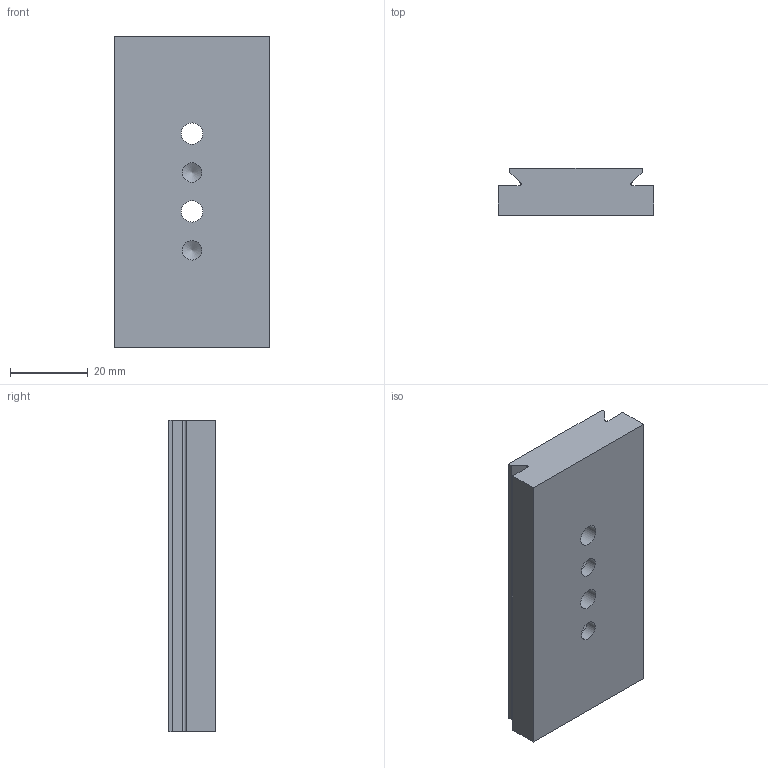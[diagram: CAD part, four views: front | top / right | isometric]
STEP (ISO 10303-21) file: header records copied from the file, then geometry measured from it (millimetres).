
FILE_DESCRIPTION(/* description */ ('STEP AP214'),/* implementation_level */ '2;1');
FILE_NAME(/* name */ '163201_HAPB-2',/* time_stamp */ '2024-08-28T23:43:16+02:00',/* author */ ('License CC BY-ND 4.0'),/* organization */ ('CADENAS'),/* preprocessor_version */ 'ST-DEVELOPER v19.3',/* originating_system */ 'PARTsolutions',/* authorisation */ ' ');
FILE_SCHEMA (('AUTOMOTIVE_DESIGN {1 0 10303 214 3 1 1}'));
Length unit declared in the file: millimetre
Products named in the file (1): 163201 HAPB-2
Bounding box: 40 x 12 x 80 mm (x, y, z)
Volume: 33932.3 mm3; surface area: 10395.2 mm2
Topology: 1 solids, 1 shells, 24 faces, 60 edges, 40 vertices
Faces by surface type: plane 14, cylinder 8, cone 2
Full cylindrical faces by diameter (mm): 5 x2, 5.5 x2, 10 x2
Entity records: 690 total; most frequent: DIRECTION 114, CARTESIAN_POINT 111, ORIENTED_EDGE 96, EDGE_CURVE 48, AXIS2_PLACEMENT_3D 41, FACE_BOUND 40, VERTEX_POINT 38, EDGE_LOOP 38
